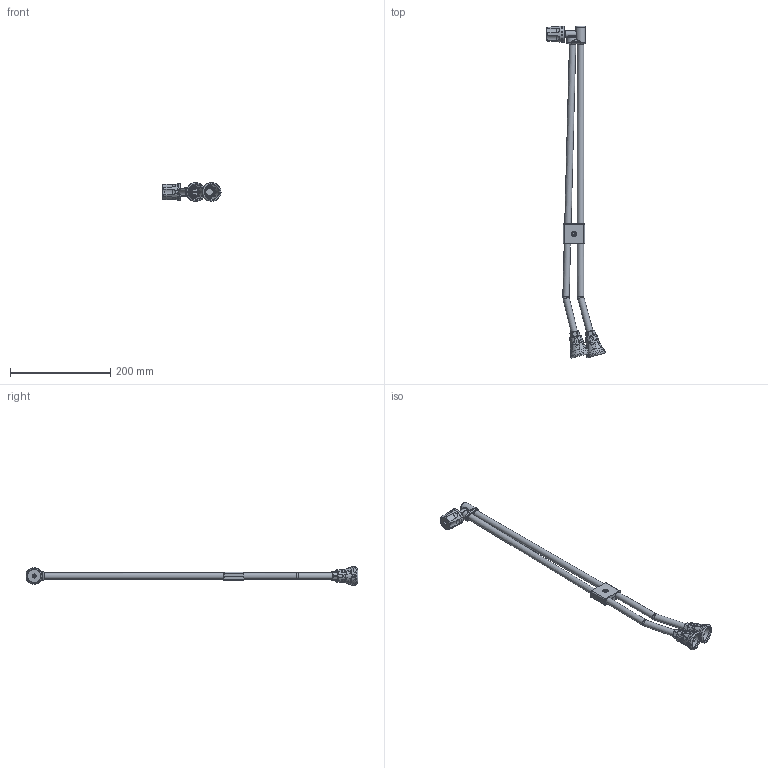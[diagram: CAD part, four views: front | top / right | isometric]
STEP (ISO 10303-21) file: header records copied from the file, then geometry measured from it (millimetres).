
FILE_DESCRIPTION(/* description */ ('Unknown'),/* implementation_level */ '2;1');
FILE_NAME(/* name */ '200053610',/* time_stamp */ '2022-12-07T11:35:16+01:00',/* author */ ('Unknown'),/* organization */ ('Unknown'),/* preprocessor_version */ 'ST-DEVELOPER v18.102',/* originating_system */ 'Solid Edge',/* authorisation */ 'Unknown');
FILE_SCHEMA (('AUTOMOTIVE_DESIGN {1 0 10303 214 3 1 1}'));
Products named in the file (1): Part6
Bounding box: 116.27 x 662.69 x 37.96 mm (x, y, z)
Volume: 113489.9 mm3; surface area: 118071.9 mm2
Topology: 1 solids, 5 shells, 1369 faces, 3718 edges, 2313 vertices
Faces by surface type: plane 460, bspline 439, cylinder 207, torus 152, sphere 67, cone 44
Full cylindrical faces by diameter (mm): 5 x1, 5.7 x1, 6.6 x1, 7 x1, 7.5 x1, 8 x1, 9.7 x4, 10 x1, 10.5 x2, 12 x1, 12.7 x4, 13 x1, 13.16 x4, 13.5 x1, 15.3 x1, 16 x2, 16.8 x2, 17 x2, 19 x2, 19.25 x1, 21.5 x1, 26.5 x1
Entity records: 74313 total; most frequent: CARTESIAN_POINT 35658, ORIENTED_EDGE 6954, DIRECTION 4481, EDGE_CURVE 3477, VERTEX_POINT 2260, AXIS2_PLACEMENT_3D 1645, FACE_BOUND 1523, EDGE_LOOP 1522
